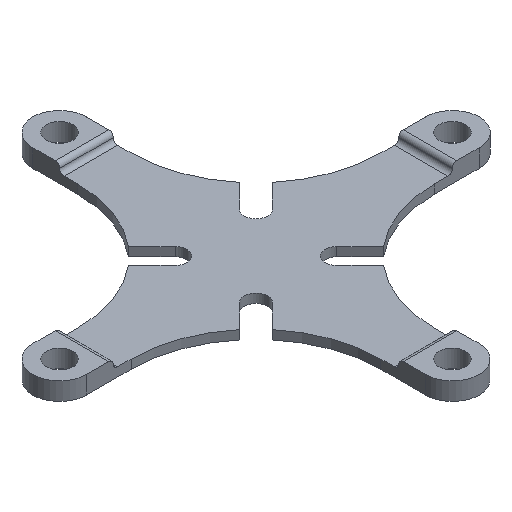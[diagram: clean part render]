
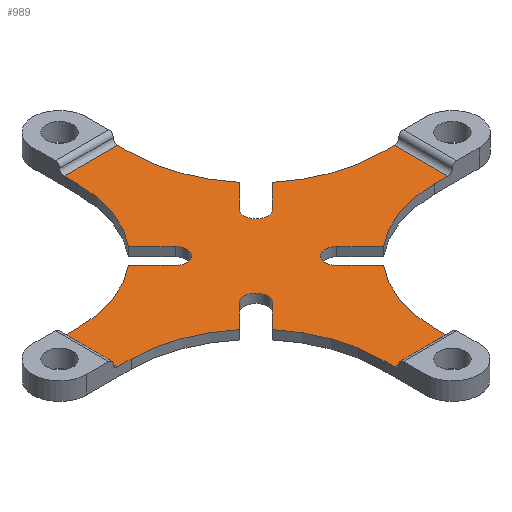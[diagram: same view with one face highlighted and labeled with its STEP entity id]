
A CAD part, isometric view. The second image highlights one B-rep face of the part: STEP entity #989.
In plain terms, the highlighted planar face has unit normal (0, 0, 1).
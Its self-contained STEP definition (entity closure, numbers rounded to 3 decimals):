
#43=PLANE('',#1109);
#93=FACE_OUTER_BOUND('',#147,.T.);
#147=EDGE_LOOP('',(#845,#846,#847,#848,#849,#850,#851,#852,#853,#854,#855,
#856,#857,#858,#859,#860,#861,#862,#863,#864,#865,#866,#867,#868,#869,#870,
#871,#872,#873,#874,#875,#876));
#154=LINE('',#1422,#242);
#160=LINE('',#1438,#248);
#163=LINE('',#1453,#251);
#169=LINE('',#1469,#257);
#177=LINE('',#1495,#265);
#179=LINE('',#1506,#267);
#181=LINE('',#1515,#269);
#187=LINE('',#1531,#275);
#196=LINE('',#1567,#284);
#200=LINE('',#1579,#288);
#203=LINE('',#1590,#291);
#208=LINE('',#1604,#296);
#212=LINE('',#1616,#300);
#215=LINE('',#1627,#303);
#220=LINE('',#1641,#308);
#224=LINE('',#1653,#312);
#227=LINE('',#1664,#315);
#232=LINE('',#1678,#320);
#236=LINE('',#1690,#324);
#239=LINE('',#1700,#327);
#242=VECTOR('',#1120,10.);
#248=VECTOR('',#1134,10.);
#251=VECTOR('',#1149,10.);
#257=VECTOR('',#1163,10.);
#265=VECTOR('',#1185,10.);
#267=VECTOR('',#1199,10.);
#269=VECTOR('',#1207,10.);
#275=VECTOR('',#1221,10.);
#284=VECTOR('',#1260,10.);
#288=VECTOR('',#1272,10.);
#291=VECTOR('',#1287,10.);
#296=VECTOR('',#1300,10.);
#300=VECTOR('',#1312,10.);
#303=VECTOR('',#1327,10.);
#308=VECTOR('',#1340,10.);
#312=VECTOR('',#1352,10.);
#315=VECTOR('',#1367,10.);
#320=VECTOR('',#1380,10.);
#324=VECTOR('',#1392,10.);
#327=VECTOR('',#1407,10.);
#358=CIRCLE('',#1055,42.);
#360=CIRCLE('',#1059,3.9);
#362=CIRCLE('',#1063,42.);
#365=CIRCLE('',#1069,42.);
#367=CIRCLE('',#1073,3.9);
#369=CIRCLE('',#1077,42.);
#372=CIRCLE('',#1083,42.);
#374=CIRCLE('',#1087,3.9);
#376=CIRCLE('',#1091,42.);
#379=CIRCLE('',#1097,42.);
#381=CIRCLE('',#1101,3.9);
#383=CIRCLE('',#1105,42.);
#385=VERTEX_POINT('',#1415);
#388=VERTEX_POINT('',#1420);
#394=VERTEX_POINT('',#1436);
#397=VERTEX_POINT('',#1446);
#400=VERTEX_POINT('',#1451);
#406=VERTEX_POINT('',#1467);
#416=VERTEX_POINT('',#1492);
#417=VERTEX_POINT('',#1494);
#420=VERTEX_POINT('',#1504);
#421=VERTEX_POINT('',#1508);
#424=VERTEX_POINT('',#1513);
#430=VERTEX_POINT('',#1529);
#439=VERTEX_POINT('',#1558);
#440=VERTEX_POINT('',#1560);
#442=VERTEX_POINT('',#1566);
#444=VERTEX_POINT('',#1572);
#446=VERTEX_POINT('',#1578);
#448=VERTEX_POINT('',#1589);
#451=VERTEX_POINT('',#1597);
#453=VERTEX_POINT('',#1603);
#455=VERTEX_POINT('',#1609);
#457=VERTEX_POINT('',#1615);
#459=VERTEX_POINT('',#1626);
#462=VERTEX_POINT('',#1634);
#464=VERTEX_POINT('',#1640);
#466=VERTEX_POINT('',#1646);
#468=VERTEX_POINT('',#1652);
#470=VERTEX_POINT('',#1663);
#473=VERTEX_POINT('',#1671);
#475=VERTEX_POINT('',#1677);
#477=VERTEX_POINT('',#1683);
#479=VERTEX_POINT('',#1689);
#484=EDGE_CURVE('',#388,#385,#154,.T.);
#492=EDGE_CURVE('',#388,#394,#160,.T.);
#499=EDGE_CURVE('',#400,#397,#163,.T.);
#507=EDGE_CURVE('',#400,#406,#169,.T.);
#519=EDGE_CURVE('',#417,#416,#177,.T.);
#525=EDGE_CURVE('',#417,#420,#179,.T.);
#529=EDGE_CURVE('',#424,#421,#181,.T.);
#537=EDGE_CURVE('',#424,#430,#187,.T.);
#551=EDGE_CURVE('',#440,#439,#358,.T.);
#554=EDGE_CURVE('',#442,#440,#196,.T.);
#557=EDGE_CURVE('',#444,#442,#360,.T.);
#560=EDGE_CURVE('',#446,#444,#200,.T.);
#563=EDGE_CURVE('',#394,#446,#362,.T.);
#566=EDGE_CURVE('',#448,#385,#203,.T.);
#570=EDGE_CURVE('',#451,#448,#365,.T.);
#573=EDGE_CURVE('',#453,#451,#208,.T.);
#576=EDGE_CURVE('',#455,#453,#367,.T.);
#579=EDGE_CURVE('',#457,#455,#212,.T.);
#582=EDGE_CURVE('',#430,#457,#369,.T.);
#585=EDGE_CURVE('',#459,#421,#215,.T.);
#589=EDGE_CURVE('',#462,#459,#372,.T.);
#592=EDGE_CURVE('',#464,#462,#220,.T.);
#595=EDGE_CURVE('',#466,#464,#374,.T.);
#598=EDGE_CURVE('',#468,#466,#224,.T.);
#601=EDGE_CURVE('',#416,#468,#376,.T.);
#604=EDGE_CURVE('',#470,#420,#227,.T.);
#608=EDGE_CURVE('',#473,#470,#379,.T.);
#611=EDGE_CURVE('',#475,#473,#232,.T.);
#614=EDGE_CURVE('',#477,#475,#381,.T.);
#617=EDGE_CURVE('',#479,#477,#236,.T.);
#620=EDGE_CURVE('',#406,#479,#383,.T.);
#623=EDGE_CURVE('',#439,#397,#239,.T.);
#845=ORIENTED_EDGE('',*,*,#484,.F.);
#846=ORIENTED_EDGE('',*,*,#492,.T.);
#847=ORIENTED_EDGE('',*,*,#563,.T.);
#848=ORIENTED_EDGE('',*,*,#560,.T.);
#849=ORIENTED_EDGE('',*,*,#557,.T.);
#850=ORIENTED_EDGE('',*,*,#554,.T.);
#851=ORIENTED_EDGE('',*,*,#551,.T.);
#852=ORIENTED_EDGE('',*,*,#623,.T.);
#853=ORIENTED_EDGE('',*,*,#499,.F.);
#854=ORIENTED_EDGE('',*,*,#507,.T.);
#855=ORIENTED_EDGE('',*,*,#620,.T.);
#856=ORIENTED_EDGE('',*,*,#617,.T.);
#857=ORIENTED_EDGE('',*,*,#614,.T.);
#858=ORIENTED_EDGE('',*,*,#611,.T.);
#859=ORIENTED_EDGE('',*,*,#608,.T.);
#860=ORIENTED_EDGE('',*,*,#604,.T.);
#861=ORIENTED_EDGE('',*,*,#525,.F.);
#862=ORIENTED_EDGE('',*,*,#519,.T.);
#863=ORIENTED_EDGE('',*,*,#601,.T.);
#864=ORIENTED_EDGE('',*,*,#598,.T.);
#865=ORIENTED_EDGE('',*,*,#595,.T.);
#866=ORIENTED_EDGE('',*,*,#592,.T.);
#867=ORIENTED_EDGE('',*,*,#589,.T.);
#868=ORIENTED_EDGE('',*,*,#585,.T.);
#869=ORIENTED_EDGE('',*,*,#529,.F.);
#870=ORIENTED_EDGE('',*,*,#537,.T.);
#871=ORIENTED_EDGE('',*,*,#582,.T.);
#872=ORIENTED_EDGE('',*,*,#579,.T.);
#873=ORIENTED_EDGE('',*,*,#576,.T.);
#874=ORIENTED_EDGE('',*,*,#573,.T.);
#875=ORIENTED_EDGE('',*,*,#570,.T.);
#876=ORIENTED_EDGE('',*,*,#566,.T.);
#989=ADVANCED_FACE('',(#93),#43,.T.);
#1055=AXIS2_PLACEMENT_3D('',#1561,#1254,#1255);
#1059=AXIS2_PLACEMENT_3D('',#1573,#1266,#1267);
#1063=AXIS2_PLACEMENT_3D('',#1583,#1278,#1279);
#1069=AXIS2_PLACEMENT_3D('',#1598,#1294,#1295);
#1073=AXIS2_PLACEMENT_3D('',#1610,#1306,#1307);
#1077=AXIS2_PLACEMENT_3D('',#1620,#1318,#1319);
#1083=AXIS2_PLACEMENT_3D('',#1635,#1334,#1335);
#1087=AXIS2_PLACEMENT_3D('',#1647,#1346,#1347);
#1091=AXIS2_PLACEMENT_3D('',#1657,#1358,#1359);
#1097=AXIS2_PLACEMENT_3D('',#1672,#1374,#1375);
#1101=AXIS2_PLACEMENT_3D('',#1684,#1386,#1387);
#1105=AXIS2_PLACEMENT_3D('',#1694,#1398,#1399);
#1109=AXIS2_PLACEMENT_3D('',#1702,#1409,#1410);
#1120=DIRECTION('',(-1.,0.,0.));
#1134=DIRECTION('',(0.,1.,0.));
#1149=DIRECTION('',(0.,-1.,0.));
#1163=DIRECTION('',(-1.,0.,0.));
#1185=DIRECTION('',(0.,-1.,0.));
#1199=DIRECTION('',(1.,0.,0.));
#1207=DIRECTION('',(0.,1.,0.));
#1221=DIRECTION('',(1.,0.,0.));
#1254=DIRECTION('center_axis',(0.,0.,-1.));
#1255=DIRECTION('ref_axis',(0.,1.,0.));
#1260=DIRECTION('',(0.707,-0.707,0.));
#1266=DIRECTION('center_axis',(0.,0.,-1.));
#1267=DIRECTION('ref_axis',(0.707,0.707,0.));
#1272=DIRECTION('',(-0.707,0.707,0.));
#1278=DIRECTION('center_axis',(0.,0.,-1.));
#1279=DIRECTION('ref_axis',(-0.77,0.638,0.));
#1287=DIRECTION('',(0.,-1.,0.));
#1294=DIRECTION('center_axis',(0.,0.,-1.));
#1295=DIRECTION('ref_axis',(1.,0.,0.));
#1300=DIRECTION('',(-0.707,-0.707,0.));
#1306=DIRECTION('center_axis',(0.,0.,-1.));
#1307=DIRECTION('ref_axis',(0.707,-0.707,0.));
#1312=DIRECTION('',(0.707,0.707,0.));
#1318=DIRECTION('center_axis',(0.,0.,-1.));
#1319=DIRECTION('ref_axis',(0.638,0.77,0.));
#1327=DIRECTION('',(-1.,0.,0.));
#1334=DIRECTION('center_axis',(0.,0.,-1.));
#1335=DIRECTION('ref_axis',(0.,-1.,0.));
#1340=DIRECTION('',(-0.707,0.707,0.));
#1346=DIRECTION('center_axis',(0.,0.,-1.));
#1347=DIRECTION('ref_axis',(-0.707,-0.707,0.));
#1352=DIRECTION('',(0.707,-0.707,0.));
#1358=DIRECTION('center_axis',(0.,0.,-1.));
#1359=DIRECTION('ref_axis',(0.77,-0.638,0.));
#1367=DIRECTION('',(0.,1.,0.));
#1374=DIRECTION('center_axis',(0.,0.,-1.));
#1375=DIRECTION('ref_axis',(-1.,0.,0.));
#1380=DIRECTION('',(0.707,0.707,0.));
#1386=DIRECTION('center_axis',(0.,0.,-1.));
#1387=DIRECTION('ref_axis',(-0.707,0.707,0.));
#1392=DIRECTION('',(-0.707,-0.707,0.));
#1398=DIRECTION('center_axis',(0.,0.,-1.));
#1399=DIRECTION('ref_axis',(-0.638,-0.77,0.));
#1407=DIRECTION('',(1.,0.,0.));
#1409=DIRECTION('center_axis',(0.,0.,1.));
#1410=DIRECTION('ref_axis',(1.,0.,0.));
#1415=CARTESIAN_POINT('',(-9.,-55.5,3.));
#1420=CARTESIAN_POINT('',(9.,-55.5,3.));
#1422=CARTESIAN_POINT('',(4.5,-55.5,3.));
#1436=CARTESIAN_POINT('',(9.,-51.,3.));
#1438=CARTESIAN_POINT('',(9.,-51.,3.));
#1446=CARTESIAN_POINT('',(55.5,-9.,3.));
#1451=CARTESIAN_POINT('',(55.5,9.,3.));
#1453=CARTESIAN_POINT('',(55.5,4.5,3.));
#1467=CARTESIAN_POINT('',(51.,9.,3.));
#1469=CARTESIAN_POINT('',(66.,9.,3.));
#1492=CARTESIAN_POINT('',(-9.,51.,3.));
#1494=CARTESIAN_POINT('',(-9.,55.5,3.));
#1495=CARTESIAN_POINT('',(-9.,51.,3.));
#1504=CARTESIAN_POINT('',(9.,55.5,3.));
#1506=CARTESIAN_POINT('',(-4.5,55.5,3.));
#1508=CARTESIAN_POINT('',(-55.5,9.,3.));
#1513=CARTESIAN_POINT('',(-55.5,-9.,3.));
#1515=CARTESIAN_POINT('',(-55.5,-4.5,3.));
#1529=CARTESIAN_POINT('',(-51.,-9.,3.));
#1531=CARTESIAN_POINT('',(-66.,-9.,3.));
#1558=CARTESIAN_POINT('',(51.,-9.,3.));
#1560=CARTESIAN_POINT('',(24.188,-18.672,3.));
#1561=CARTESIAN_POINT('Origin',(51.,-51.,3.));
#1566=CARTESIAN_POINT('',(16.339,-10.823,3.));
#1567=CARTESIAN_POINT('',(24.188,-18.672,3.));
#1572=CARTESIAN_POINT('',(10.823,-16.339,3.));
#1573=CARTESIAN_POINT('Origin',(13.581,-13.581,3.));
#1578=CARTESIAN_POINT('',(18.672,-24.188,3.));
#1579=CARTESIAN_POINT('',(18.672,-24.188,3.));
#1583=CARTESIAN_POINT('Origin',(51.,-51.,3.));
#1589=CARTESIAN_POINT('',(-9.,-51.,3.));
#1590=CARTESIAN_POINT('',(-9.,-51.,3.));
#1597=CARTESIAN_POINT('',(-18.672,-24.188,3.));
#1598=CARTESIAN_POINT('Origin',(-51.,-51.,3.));
#1603=CARTESIAN_POINT('',(-10.823,-16.339,3.));
#1604=CARTESIAN_POINT('',(-18.672,-24.188,3.));
#1609=CARTESIAN_POINT('',(-16.339,-10.823,3.));
#1610=CARTESIAN_POINT('Origin',(-13.581,-13.581,3.));
#1615=CARTESIAN_POINT('',(-24.188,-18.672,3.));
#1616=CARTESIAN_POINT('',(-24.188,-18.672,3.));
#1620=CARTESIAN_POINT('Origin',(-51.,-51.,3.));
#1626=CARTESIAN_POINT('',(-51.,9.,3.));
#1627=CARTESIAN_POINT('',(-66.,9.,3.));
#1634=CARTESIAN_POINT('',(-24.188,18.672,3.));
#1635=CARTESIAN_POINT('Origin',(-51.,51.,3.));
#1640=CARTESIAN_POINT('',(-16.339,10.823,3.));
#1641=CARTESIAN_POINT('',(-24.188,18.672,3.));
#1646=CARTESIAN_POINT('',(-10.823,16.339,3.));
#1647=CARTESIAN_POINT('Origin',(-13.581,13.581,3.));
#1652=CARTESIAN_POINT('',(-18.672,24.188,3.));
#1653=CARTESIAN_POINT('',(-18.672,24.188,3.));
#1657=CARTESIAN_POINT('Origin',(-51.,51.,3.));
#1663=CARTESIAN_POINT('',(9.,51.,3.));
#1664=CARTESIAN_POINT('',(9.,51.,3.));
#1671=CARTESIAN_POINT('',(18.672,24.188,3.));
#1672=CARTESIAN_POINT('Origin',(51.,51.,3.));
#1677=CARTESIAN_POINT('',(10.823,16.339,3.));
#1678=CARTESIAN_POINT('',(18.672,24.188,3.));
#1683=CARTESIAN_POINT('',(16.339,10.823,3.));
#1684=CARTESIAN_POINT('Origin',(13.581,13.581,3.));
#1689=CARTESIAN_POINT('',(24.188,18.672,3.));
#1690=CARTESIAN_POINT('',(24.188,18.672,3.));
#1694=CARTESIAN_POINT('Origin',(51.,51.,3.));
#1700=CARTESIAN_POINT('',(66.,-9.,3.));
#1702=CARTESIAN_POINT('Origin',(0.,0.,3.));
